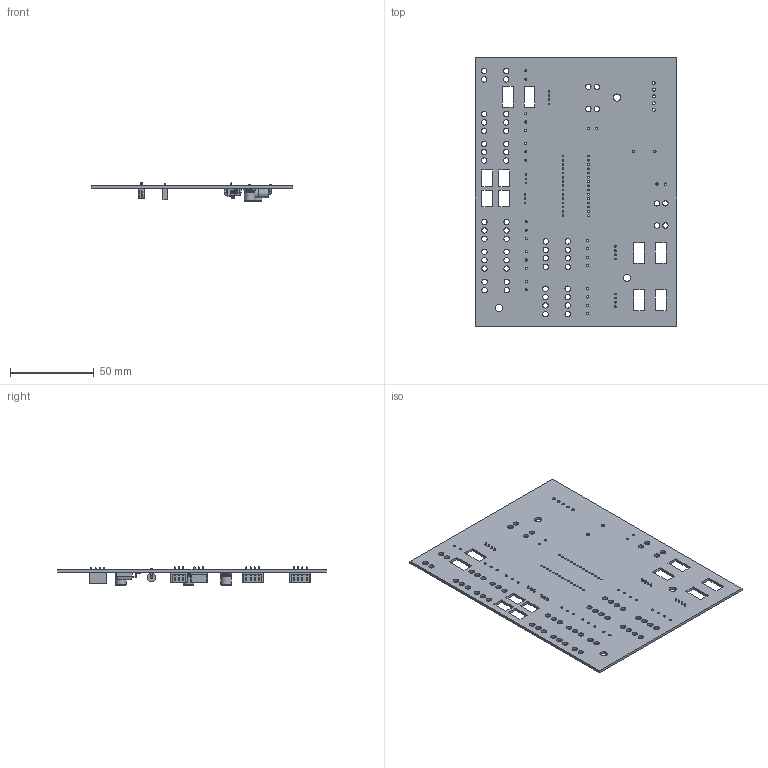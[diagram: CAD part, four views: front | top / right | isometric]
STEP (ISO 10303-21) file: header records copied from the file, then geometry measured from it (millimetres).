
FILE_DESCRIPTION(('KiCad electronic assembly'),'2;1');
FILE_NAME('stepper_microscope_stage.step','2023-09-29T08:23:06',( 'Pcbnew'),('Kicad'),'Open CASCADE STEP processor 7.5', 'KiCad to STEP converter','Unknown');
FILE_SCHEMA(('AUTOMOTIVE_DESIGN { 1 0 10303 214 1 1 1 1 }'));
Length unit declared in the file: millimetre
Products named in the file (14): stepper_microscope_stage 1; CP_Elec_6.3x7.7; SOLID; JST_EH_B3B-EH-A_1x03_P2.50mm_Vertical; JST_EH_B4B-EH-A_1x04_P2.50mm_Vertical; TO-263-5_TabPin3; COMPOUND; PinSocket_1x04_P2.54mm_Vertical; D_DO-201AD_P12.70mm_Horizontal; stepper_microscope_stage PCB
Assembly tree (17 placements, depth 3):
  stepper_microscope_stage 1
    CP_Elec_6.3x7.7  x3
      SOLID
    JST_EH_B3B-EH-A_1x03_P2.50mm_Vertical  x2
      SOLID
    JST_EH_B4B-EH-A_1x04_P2.50mm_Vertical  x2
      SOLID
    TO-263-5_TabPin3
      COMPOUND
    PinSocket_1x04_P2.54mm_Vertical
      SOLID
    D_DO-201AD_P12.70mm_Horizontal
      SOLID
    stepper_microscope_stage PCB
Bounding box: 119.9 x 159.6 x 10.9 mm (x, y, z)
Volume: 30165.8 mm3; surface area: 41965.7 mm2
Topology: 17 solids, 17 shells, 1055 faces, 2784 edges, 1811 vertices
Faces by surface type: plane 832, cylinder 200, torus 14, bspline 6, revolution 3
Full cylindrical faces by diameter (mm): 0.95 x14, 1 x34, 1.3 x4, 1.32 x28, 1.6 x2, 1.75 x5, 2.5 x1, 3.2 x56, 4.3 x3, 5.2 x2, 5.22 x1, 6.3 x6
Entity records: 53872 total; most frequent: CARTESIAN_POINT 10347, DIRECTION 7504, LINE 5204, VECTOR 5204, ORIENTED_EDGE 3964, PCURVE 3964, DEFINITIONAL_REPRESENTATION 3964, EDGE_CURVE 1982
